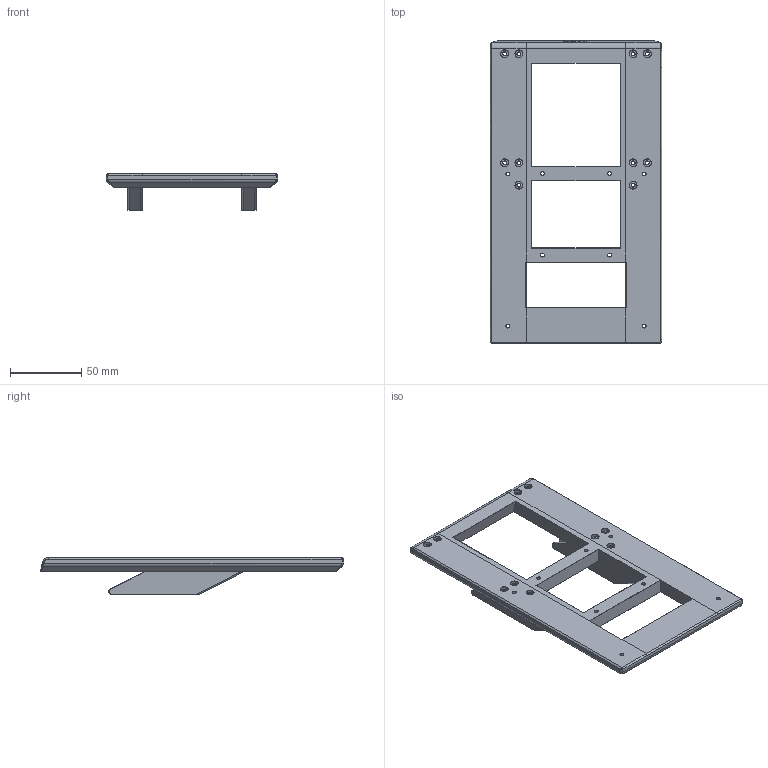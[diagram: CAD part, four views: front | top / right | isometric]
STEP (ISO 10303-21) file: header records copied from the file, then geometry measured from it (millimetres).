
FILE_DESCRIPTION(('HOOPS Exchange Step'),'2;1');
FILE_NAME('temp_export','2024-07-05T14:59:27+02:00',('sebastianfleps'),('Shapr3D Limited'),'HOOPS Exchange 2024.2','Shapr3D','Authorized');
FILE_SCHEMA( ('AUTOMOTIVE_DESIGN { 1 0 10303 214 1 1 1 1 }') );
Length unit declared in the file: millimetre
Products named in the file (1): Body 729
Bounding box: 120 x 212.4 x 25.74 mm (x, y, z)
Volume: 168689.8 mm3; surface area: 50516.1 mm2
Topology: 1 solids, 1 shells, 360 faces, 946 edges, 609 vertices
Faces by surface type: plane 174, cone 66, bspline 62, cylinder 58
Full cylindrical faces by diameter (mm): 2.55 x18, 5.35 x18
Entity records: 18452 total; most frequent: CARTESIAN_POINT 9812, ORIENTED_EDGE 1882, DIRECTION 1595, EDGE_CURVE 941, VERTEX_POINT 609, AXIS2_PLACEMENT_3D 541, VECTOR 513, LINE 513
